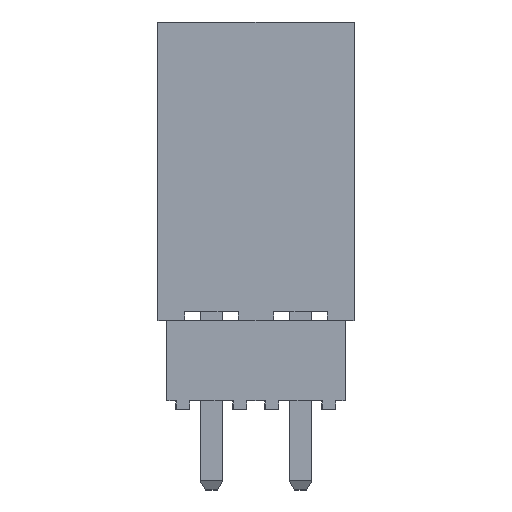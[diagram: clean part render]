
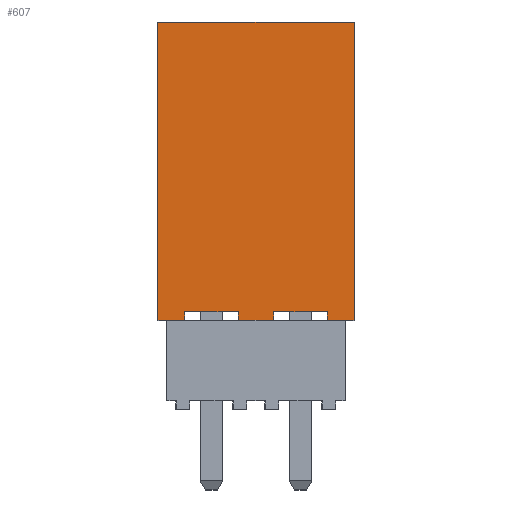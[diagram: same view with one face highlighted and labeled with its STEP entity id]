
A CAD part, top view. The second image highlights one B-rep face of the part: STEP entity #607.
In plain terms, the highlighted planar face has unit normal (0, 0, 1).
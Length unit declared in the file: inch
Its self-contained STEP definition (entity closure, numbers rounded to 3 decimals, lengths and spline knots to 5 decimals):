
#607 = ADVANCED_FACE( '', ( #1210 ), #1211, .F. );
#1210 = FACE_OUTER_BOUND( '', #1810, .T. );
#1211 = PLANE( '', #1811 );
#1810 = EDGE_LOOP( '', ( #3414, #3415, #3416, #3417, #3418, #3419, #3420, #3421, #3422, #3423, #3424, #3425 ) );
#1811 = AXIS2_PLACEMENT_3D( '', #3426, #3427, #3428 );
#3414 = ORIENTED_EDGE( '', *, *, #3721, .F. );
#3415 = ORIENTED_EDGE( '', *, *, #4191, .T. );
#3416 = ORIENTED_EDGE( '', *, *, #3756, .F. );
#3417 = ORIENTED_EDGE( '', *, *, #4017, .F. );
#3418 = ORIENTED_EDGE( '', *, *, #3673, .T. );
#3419 = ORIENTED_EDGE( '', *, *, #3797, .T. );
#3420 = ORIENTED_EDGE( '', *, *, #3667, .F. );
#3421 = ORIENTED_EDGE( '', *, *, #4228, .F. );
#3422 = ORIENTED_EDGE( '', *, *, #3858, .F. );
#3423 = ORIENTED_EDGE( '', *, *, #4178, .T. );
#3424 = ORIENTED_EDGE( '', *, *, #4233, .F. );
#3425 = ORIENTED_EDGE( '', *, *, #4225, .F. );
#3426 = CARTESIAN_POINT( '', ( 0., 0.335, 0.0975 ) );
#3427 = DIRECTION( '', ( 0., 0., -1. ) );
#3428 = DIRECTION( '', ( -1., 0., 0. ) );
#3667 = EDGE_CURVE( '', #4380, #4383, #4384, .T. );
#3673 = EDGE_CURVE( '', #4394, #4392, #4395, .T. );
#3721 = EDGE_CURVE( '', #4477, #4480, #4481, .T. );
#3756 = EDGE_CURVE( '', #4538, #4540, #4541, .T. );
#3797 = EDGE_CURVE( '', #4392, #4383, #4605, .T. );
#3858 = EDGE_CURVE( '', #4702, #4705, #4706, .T. );
#4017 = EDGE_CURVE( '', #4394, #4538, #4941, .T. );
#4178 = EDGE_CURVE( '', #4702, #5156, #5159, .T. );
#4191 = EDGE_CURVE( '', #4477, #4540, #5174, .T. );
#4225 = EDGE_CURVE( '', #4480, #5219, #5220, .T. );
#4228 = EDGE_CURVE( '', #4705, #4380, #5224, .T. );
#4233 = EDGE_CURVE( '', #5219, #5156, #5229, .T. );
#4380 = VERTEX_POINT( '', #5414 );
#4383 = VERTEX_POINT( '', #5418 );
#4384 = LINE( '', #5419, #5420 );
#4392 = VERTEX_POINT( '', #5431 );
#4394 = VERTEX_POINT( '', #5434 );
#4395 = LINE( '', #5435, #5436 );
#4477 = VERTEX_POINT( '', #5555 );
#4480 = VERTEX_POINT( '', #5559 );
#4481 = LINE( '', #5560, #5561 );
#4538 = VERTEX_POINT( '', #5647 );
#4540 = VERTEX_POINT( '', #5650 );
#4541 = LINE( '', #5651, #5652 );
#4605 = LINE( '', #5746, #5747 );
#4702 = VERTEX_POINT( '', #5889 );
#4705 = VERTEX_POINT( '', #5893 );
#4706 = LINE( '', #5894, #5895 );
#4941 = LINE( '', #6246, #6247 );
#5156 = VERTEX_POINT( '', #6573 );
#5159 = LINE( '', #6577, #6578 );
#5174 = LINE( '', #6600, #6601 );
#5219 = VERTEX_POINT( '', #6669 );
#5220 = LINE( '', #6670, #6671 );
#5224 = LINE( '', #6677, #6678 );
#5229 = LINE( '', #6685, #6686 );
#5414 = CARTESIAN_POINT( '', ( 0.03, 0.01, 0.0975 ) );
#5418 = CARTESIAN_POINT( '', ( 0.03, 0., 0.0975 ) );
#5419 = CARTESIAN_POINT( '', ( 0.03, 0.01, 0.0975 ) );
#5420 = VECTOR( '', #6811, 39.37008 );
#5431 = CARTESIAN_POINT( '', ( 0., 0., 0.0975 ) );
#5434 = CARTESIAN_POINT( '', ( 0., 0.335, 0.0975 ) );
#5435 = CARTESIAN_POINT( '', ( 0., 0.335, 0.0975 ) );
#5436 = VECTOR( '', #6816, 39.37008 );
#5555 = CARTESIAN_POINT( '', ( 0.19, 0., 0.0975 ) );
#5559 = CARTESIAN_POINT( '', ( 0.19, 0.01, 0.0975 ) );
#5560 = CARTESIAN_POINT( '', ( 0.19, 0., 0.0975 ) );
#5561 = VECTOR( '', #6855, 39.37008 );
#5647 = CARTESIAN_POINT( '', ( 0.22, 0.335, 0.0975 ) );
#5650 = CARTESIAN_POINT( '', ( 0.22, 0., 0.0975 ) );
#5651 = CARTESIAN_POINT( '', ( 0.22, 0.335, 0.0975 ) );
#5652 = VECTOR( '', #6886, 39.37008 );
#5746 = CARTESIAN_POINT( '', ( 0., 0., 0.0975 ) );
#5747 = VECTOR( '', #6917, 39.37008 );
#5889 = CARTESIAN_POINT( '', ( 0.09, 0., 0.0975 ) );
#5893 = CARTESIAN_POINT( '', ( 0.09, 0.01, 0.0975 ) );
#5894 = CARTESIAN_POINT( '', ( 0.09, 0., 0.0975 ) );
#5895 = VECTOR( '', #6970, 39.37008 );
#6246 = CARTESIAN_POINT( '', ( 0., 0.335, 0.0975 ) );
#6247 = VECTOR( '', #7096, 39.37008 );
#6573 = CARTESIAN_POINT( '', ( 0.13, 0., 0.0975 ) );
#6577 = CARTESIAN_POINT( '', ( 0., 0., 0.0975 ) );
#6578 = VECTOR( '', #7218, 39.37008 );
#6600 = CARTESIAN_POINT( '', ( 0., 0., 0.0975 ) );
#6601 = VECTOR( '', #7226, 39.37008 );
#6669 = CARTESIAN_POINT( '', ( 0.13, 0.01, 0.0975 ) );
#6670 = CARTESIAN_POINT( '', ( 0.19, 0.01, 0.0975 ) );
#6671 = VECTOR( '', #7250, 39.37008 );
#6677 = CARTESIAN_POINT( '', ( 0.09, 0.01, 0.0975 ) );
#6678 = VECTOR( '', #7253, 39.37008 );
#6685 = CARTESIAN_POINT( '', ( 0.13, 0.01, 0.0975 ) );
#6686 = VECTOR( '', #7256, 39.37008 );
#6811 = DIRECTION( '', ( 0., -1., 0. ) );
#6816 = DIRECTION( '', ( 0., -1., 0. ) );
#6855 = DIRECTION( '', ( 0., 1., 0. ) );
#6886 = DIRECTION( '', ( 0., -1., 0. ) );
#6917 = DIRECTION( '', ( 1., 0., 0. ) );
#6970 = DIRECTION( '', ( 0., 1., 0. ) );
#7096 = DIRECTION( '', ( 1., 0., 0. ) );
#7218 = DIRECTION( '', ( 1., 0., 0. ) );
#7226 = DIRECTION( '', ( 1., 0., 0. ) );
#7250 = DIRECTION( '', ( -1., 0., 0. ) );
#7253 = DIRECTION( '', ( -1., 0., 0. ) );
#7256 = DIRECTION( '', ( 0., -1., 0. ) );
